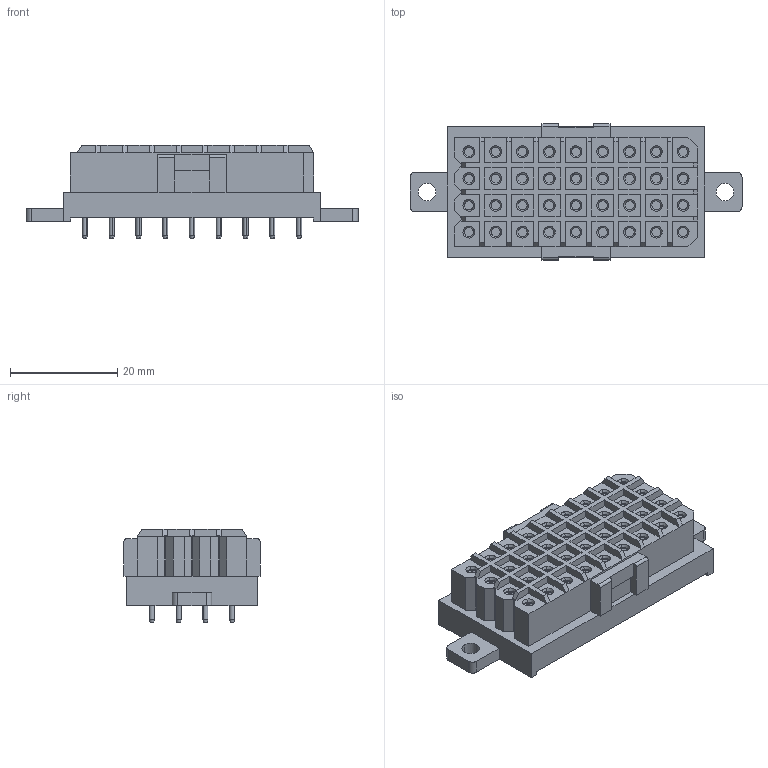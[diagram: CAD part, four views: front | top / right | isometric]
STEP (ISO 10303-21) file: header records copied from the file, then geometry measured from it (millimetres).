
FILE_DESCRIPTION(('CATIA V5 STEP Exchange','CAx-IF Rec.Pracs.--- Model Styling and Organization---1.2---2011-12-15'),'2;1');
FILE_NAME ('D1452076_0_1446700000_1446700000.stp','2018-09-20T17:19:19+00:00',('none'),('Weidmueller'),'CATIA Version 5-6 Release 2014','CATIA V5 STEP AP214','none');
FILE_SCHEMA(('AUTOMOTIVE_DESIGN { 1 0 10303 214 1 1 1 1 }'));
Length unit declared in the file: millimetre
Products named in the file (1): 1446700000
Bounding box: 62 x 25.4 x 17.5 mm (x, y, z)
Volume: 12437.1 mm3; surface area: 14351.9 mm2
Topology: 37 solids, 37 shells, 1407 faces, 2972 edges, 1797 vertices
Faces by surface type: cylinder 519, plane 456, cone 288, torus 144
Entity records: 32016 total; most frequent: ORIENTED_EDGE 5944, CARTESIAN_POINT 5341, DIRECTION 4078, EDGE_CURVE 2972, AXIS2_PLACEMENT_3D 2097, VERTEX_POINT 1797, EDGE_LOOP 1641, CIRCLE 1541
